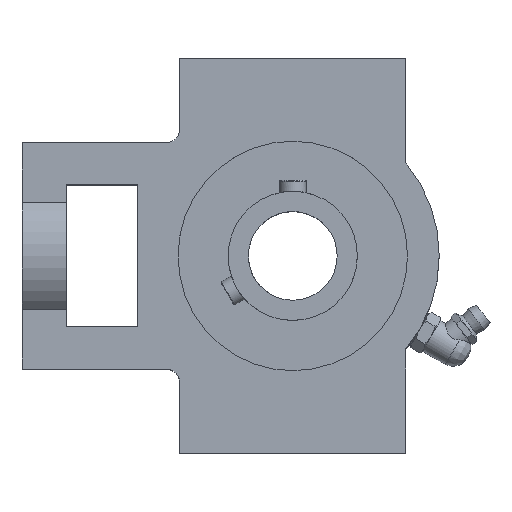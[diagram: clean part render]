
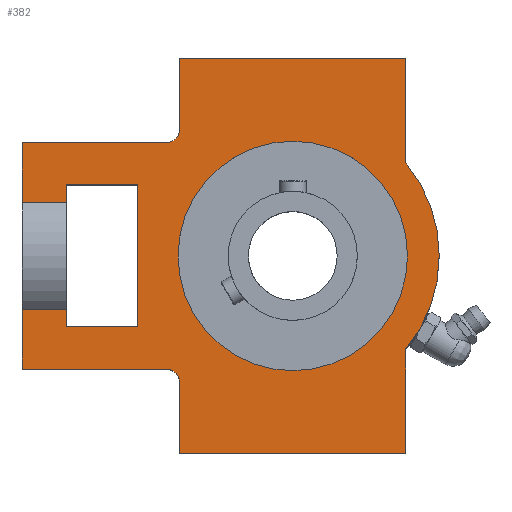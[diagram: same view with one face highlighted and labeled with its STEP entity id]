
A CAD part, top view. The second image highlights one B-rep face of the part: STEP entity #382.
In plain terms, the highlighted planar face has unit normal (0, 0, 1).
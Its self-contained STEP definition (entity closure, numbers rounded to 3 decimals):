
#382 = ADVANCED_FACE( '', ( #788, #789 ), #790, .T. );
#788 = FACE_BOUND( '', #1215, .T. );
#789 = FACE_OUTER_BOUND( '', #1216, .T. );
#790 = PLANE( '', #1217 );
#1215 = EDGE_LOOP( '', ( #2126 ) );
#1216 = EDGE_LOOP( '', ( #2127, #2128, #2129, #2130, #2131, #2132, #2133, #2134, #2135, #2136, #2137, #2138, #2139, #2140, #2141, #2142, #2143, #2144, #2145, #2146 ) );
#1217 = AXIS2_PLACEMENT_3D( '', #2147, #2148, #2149 );
#2126 = ORIENTED_EDGE( '', *, *, #2468, .F. );
#2127 = ORIENTED_EDGE( '', *, *, #2306, .T. );
#2128 = ORIENTED_EDGE( '', *, *, #2166, .T. );
#2129 = ORIENTED_EDGE( '', *, *, #2473, .F. );
#2130 = ORIENTED_EDGE( '', *, *, #2464, .F. );
#2131 = ORIENTED_EDGE( '', *, *, #2509, .F. );
#2132 = ORIENTED_EDGE( '', *, *, #2504, .F. );
#2133 = ORIENTED_EDGE( '', *, *, #2474, .F. );
#2134 = ORIENTED_EDGE( '', *, *, #2168, .T. );
#2135 = ORIENTED_EDGE( '', *, *, #2305, .T. );
#2136 = ORIENTED_EDGE( '', *, *, #2363, .T. );
#2137 = ORIENTED_EDGE( '', *, *, #2485, .F. );
#2138 = ORIENTED_EDGE( '', *, *, #2262, .T. );
#2139 = ORIENTED_EDGE( '', *, *, #2429, .T. );
#2140 = ORIENTED_EDGE( '', *, *, #2512, .T. );
#2141 = ORIENTED_EDGE( '', *, *, #2515, .T. );
#2142 = ORIENTED_EDGE( '', *, *, #2396, .T. );
#2143 = ORIENTED_EDGE( '', *, *, #2497, .T. );
#2144 = ORIENTED_EDGE( '', *, *, #2231, .T. );
#2145 = ORIENTED_EDGE( '', *, *, #2393, .F. );
#2146 = ORIENTED_EDGE( '', *, *, #2197, .T. );
#2147 = CARTESIAN_POINT( '', ( -28.5, -28.5, 10.5 ) );
#2148 = DIRECTION( '', ( 0., 0., 1. ) );
#2149 = DIRECTION( '', ( 1., 0., 0. ) );
#2166 = EDGE_CURVE( '', #2527, #2528, #2529, .F. );
#2168 = EDGE_CURVE( '', #2532, #2530, #2533, .T. );
#2197 = EDGE_CURVE( '', #2584, #2582, #2585, .T. );
#2231 = EDGE_CURVE( '', #2644, #2642, #2645, .T. );
#2262 = EDGE_CURVE( '', #2695, #2693, #2696, .T. );
#2305 = EDGE_CURVE( '', #2530, #2760, #2762, .T. );
#2306 = EDGE_CURVE( '', #2582, #2527, #2763, .T. );
#2363 = EDGE_CURVE( '', #2760, #2848, #2850, .T. );
#2393 = EDGE_CURVE( '', #2584, #2642, #2888, .T. );
#2396 = EDGE_CURVE( '', #2892, #2890, #2893, .T. );
#2429 = EDGE_CURVE( '', #2693, #2932, #2934, .T. );
#2464 = EDGE_CURVE( '', #2971, #2973, #2974, .T. );
#2468 = EDGE_CURVE( '', #2979, #2979, #2980, .T. );
#2473 = EDGE_CURVE( '', #2973, #2528, #2985, .T. );
#2474 = EDGE_CURVE( '', #2532, #2986, #2987, .T. );
#2485 = EDGE_CURVE( '', #2695, #2848, #2999, .T. );
#2497 = EDGE_CURVE( '', #2890, #2644, #3012, .T. );
#2504 = EDGE_CURVE( '', #2986, #3020, #3021, .T. );
#2509 = EDGE_CURVE( '', #3020, #2971, #3026, .T. );
#2512 = EDGE_CURVE( '', #2932, #3028, #3030, .T. );
#2515 = EDGE_CURVE( '', #3028, #2892, #3033, .T. );
#2527 = VERTEX_POINT( '', #3167 );
#2528 = VERTEX_POINT( '', #3168 );
#2529 = LINE( '', #3169, #3170 );
#2530 = VERTEX_POINT( '', #3171 );
#2532 = VERTEX_POINT( '', #3173 );
#2533 = LINE( '', #3174, #3175 );
#2582 = VERTEX_POINT( '', #3334 );
#2584 = VERTEX_POINT( '', #3337 );
#2585 = LINE( '', #3338, #3339 );
#2642 = VERTEX_POINT( '', #3447 );
#2644 = VERTEX_POINT( '', #3450 );
#2645 = LINE( '', #3451, #3452 );
#2693 = VERTEX_POINT( '', #3530 );
#2695 = VERTEX_POINT( '', #3533 );
#2696 = LINE( '', #3534, #3535 );
#2760 = VERTEX_POINT( '', #3627 );
#2762 = LINE( '', #3630, #3631 );
#2763 = LINE( '', #3632, #3633 );
#2848 = VERTEX_POINT( '', #3867 );
#2850 = LINE( '', #3870, #3871 );
#2888 = CIRCLE( '', #4025, 3. );
#2890 = VERTEX_POINT( '', #4027 );
#2892 = VERTEX_POINT( '', #4030 );
#2893 = LINE( '', #4031, #4032 );
#2932 = VERTEX_POINT( '', #4174 );
#2934 = LINE( '', #4177, #4178 );
#2971 = VERTEX_POINT( '', #4257 );
#2973 = VERTEX_POINT( '', #4260 );
#2974 = LINE( '', #4261, #4262 );
#2979 = VERTEX_POINT( '', #4268 );
#2980 = CIRCLE( '', #4269, 25.85 );
#2985 = LINE( '', #4275, #4276 );
#2986 = VERTEX_POINT( '', #4277 );
#2987 = LINE( '', #4278, #4279 );
#2999 = CIRCLE( '', #4294, 3. );
#3012 = LINE( '', #4319, #4320 );
#3020 = VERTEX_POINT( '', #4328 );
#3021 = LINE( '', #4329, #4330 );
#3026 = LINE( '', #4336, #4337 );
#3028 = VERTEX_POINT( '', #4339 );
#3030 = LINE( '', #4342, #4343 );
#3033 = CIRCLE( '', #4346, 33. );
#3167 = CARTESIAN_POINT( '', ( -61., 12.073, 10.5 ) );
#3168 = CARTESIAN_POINT( '', ( -51., 12.073, 10.5 ) );
#3169 = CARTESIAN_POINT( '', ( -51., 12.073, 10.5 ) );
#3170 = VECTOR( '', #4354, 1000. );
#3171 = CARTESIAN_POINT( '', ( -61., -12.073, 10.5 ) );
#3173 = CARTESIAN_POINT( '', ( -51., -12.073, 10.5 ) );
#3174 = CARTESIAN_POINT( '', ( -51., -12.073, 10.5 ) );
#3175 = VECTOR( '', #4358, 1000. );
#3334 = CARTESIAN_POINT( '', ( -61., 25.5, 10.5 ) );
#3337 = CARTESIAN_POINT( '', ( -28.5, 25.5, 10.5 ) );
#3338 = CARTESIAN_POINT( '', ( -28.5, 25.5, 10.5 ) );
#3339 = VECTOR( '', #4378, 1000. );
#3447 = CARTESIAN_POINT( '', ( -25.5, 28.5, 10.5 ) );
#3450 = CARTESIAN_POINT( '', ( -25.5, 44.5, 10.5 ) );
#3451 = CARTESIAN_POINT( '', ( -25.5, 44.5, 10.5 ) );
#3452 = VECTOR( '', #4414, 1000. );
#3530 = CARTESIAN_POINT( '', ( -25.5, -44.5, 10.5 ) );
#3533 = CARTESIAN_POINT( '', ( -25.5, -28.5, 10.5 ) );
#3534 = CARTESIAN_POINT( '', ( -25.5, -28.5, 10.5 ) );
#3535 = VECTOR( '', #4442, 1000. );
#3627 = CARTESIAN_POINT( '', ( -61., -25.5, 10.5 ) );
#3630 = CARTESIAN_POINT( '', ( -61., 25.5, 10.5 ) );
#3631 = VECTOR( '', #4493, 1000. );
#3632 = CARTESIAN_POINT( '', ( -61., 25.5, 10.5 ) );
#3633 = VECTOR( '', #4494, 1000. );
#3867 = CARTESIAN_POINT( '', ( -28.5, -25.5, 10.5 ) );
#3870 = CARTESIAN_POINT( '', ( -61., -25.5, 10.5 ) );
#3871 = VECTOR( '', #4553, 1000. );
#4025 = AXIS2_PLACEMENT_3D( '', #4564, #4565, #4566 );
#4027 = CARTESIAN_POINT( '', ( 25.5, 44.5, 10.5 ) );
#4030 = CARTESIAN_POINT( '', ( 25.5, 20.946, 10.5 ) );
#4031 = CARTESIAN_POINT( '', ( 25.5, 20.946, 10.5 ) );
#4032 = VECTOR( '', #4568, 1000. );
#4174 = CARTESIAN_POINT( '', ( 25.5, -44.5, 10.5 ) );
#4177 = CARTESIAN_POINT( '', ( -25.5, -44.5, 10.5 ) );
#4178 = VECTOR( '', #4584, 1000. );
#4257 = CARTESIAN_POINT( '', ( -35., 16., 10.5 ) );
#4260 = CARTESIAN_POINT( '', ( -51., 16., 10.5 ) );
#4261 = CARTESIAN_POINT( '', ( -35., 16., 10.5 ) );
#4262 = VECTOR( '', #4604, 1000. );
#4268 = CARTESIAN_POINT( '', ( 25.85, 0., 10.5 ) );
#4269 = AXIS2_PLACEMENT_3D( '', #4609, #4610, #4611 );
#4275 = CARTESIAN_POINT( '', ( -51., 16., 10.5 ) );
#4276 = VECTOR( '', #4613, 1000. );
#4277 = CARTESIAN_POINT( '', ( -51., -16., 10.5 ) );
#4278 = CARTESIAN_POINT( '', ( -51., 16., 10.5 ) );
#4279 = VECTOR( '', #4614, 1000. );
#4294 = AXIS2_PLACEMENT_3D( '', #4621, #4622, #4623 );
#4319 = CARTESIAN_POINT( '', ( 25.5, 44.5, 10.5 ) );
#4320 = VECTOR( '', #4625, 1000. );
#4328 = CARTESIAN_POINT( '', ( -35., -16., 10.5 ) );
#4329 = CARTESIAN_POINT( '', ( -51., -16., 10.5 ) );
#4330 = VECTOR( '', #4629, 1000. );
#4336 = CARTESIAN_POINT( '', ( -35., -16., 10.5 ) );
#4337 = VECTOR( '', #4631, 1000. );
#4339 = CARTESIAN_POINT( '', ( 25.5, -20.946, 10.5 ) );
#4342 = CARTESIAN_POINT( '', ( 25.5, -44.5, 10.5 ) );
#4343 = VECTOR( '', #4633, 1000. );
#4346 = AXIS2_PLACEMENT_3D( '', #4634, #4635, #4636 );
#4354 = DIRECTION( '', ( -1., 0., 0. ) );
#4358 = DIRECTION( '', ( -1., 0., 0. ) );
#4378 = DIRECTION( '', ( -1., 0., 0. ) );
#4414 = DIRECTION( '', ( 0., -1., 0. ) );
#4442 = DIRECTION( '', ( 0., -1., 0. ) );
#4493 = DIRECTION( '', ( 0., -1., 0. ) );
#4494 = DIRECTION( '', ( 0., -1., 0. ) );
#4553 = DIRECTION( '', ( 1., 0., 0. ) );
#4564 = CARTESIAN_POINT( '', ( -28.5, 28.5, 10.5 ) );
#4565 = DIRECTION( '', ( 0., 0., 1. ) );
#4566 = DIRECTION( '', ( 1., 0., 0. ) );
#4568 = DIRECTION( '', ( 0., 1., 0. ) );
#4584 = DIRECTION( '', ( 1., 0., 0. ) );
#4604 = DIRECTION( '', ( -1., 0., 0. ) );
#4609 = CARTESIAN_POINT( '', ( 0., 0., 10.5 ) );
#4610 = DIRECTION( '', ( 0., 0., 1. ) );
#4611 = DIRECTION( '', ( 1., 0., 0. ) );
#4613 = DIRECTION( '', ( 0., -1., 0. ) );
#4614 = DIRECTION( '', ( 0., -1., 0. ) );
#4621 = CARTESIAN_POINT( '', ( -28.5, -28.5, 10.5 ) );
#4622 = DIRECTION( '', ( 0., 0., 1. ) );
#4623 = DIRECTION( '', ( 1., 0., 0. ) );
#4625 = DIRECTION( '', ( -1., 0., 0. ) );
#4629 = DIRECTION( '', ( 1., 0., 0. ) );
#4631 = DIRECTION( '', ( 0., 1., 0. ) );
#4633 = DIRECTION( '', ( 0., 1., 0. ) );
#4634 = CARTESIAN_POINT( '', ( 0., 0., 10.5 ) );
#4635 = DIRECTION( '', ( 0., 0., 1. ) );
#4636 = DIRECTION( '', ( 1., 0., 0. ) );
